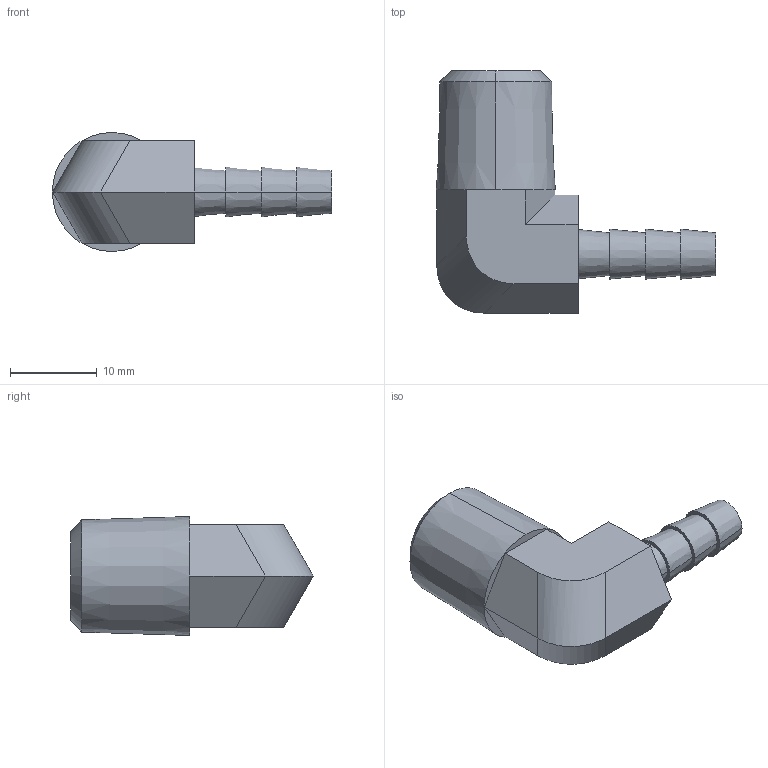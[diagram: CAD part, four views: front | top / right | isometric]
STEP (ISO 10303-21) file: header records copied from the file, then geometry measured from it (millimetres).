
FILE_DESCRIPTION (( 'STEP AP214' ), '1' );
FILE_NAME ('BAHBL-316-14N.step', '2017-08-29T20:40:51', ( '' ), ( '' ), 'SwSTEP 2.0', 'SolidWorks 2017', '' );
FILE_SCHEMA (( 'AUTOMOTIVE_DESIGN' ));
Length unit declared in the file: inch
Products named in the file (1): BAHBL-316-14N
Bounding box: 32.21 x 27.94 x 13.72 mm (x, y, z)
Volume: 3324.5 mm3; surface area: 2400.9 mm2
Topology: 1 solids, 1 shells, 39 faces, 87 edges, 56 vertices
Faces by surface type: plane 19, cone 12, cylinder 8
Entity records: 1179 total; most frequent: CARTESIAN_POINT 247, DIRECTION 194, ORIENTED_EDGE 174, EDGE_CURVE 87, AXIS2_PLACEMENT_3D 73, VERTEX_POINT 56, LINE 48, VECTOR 48
